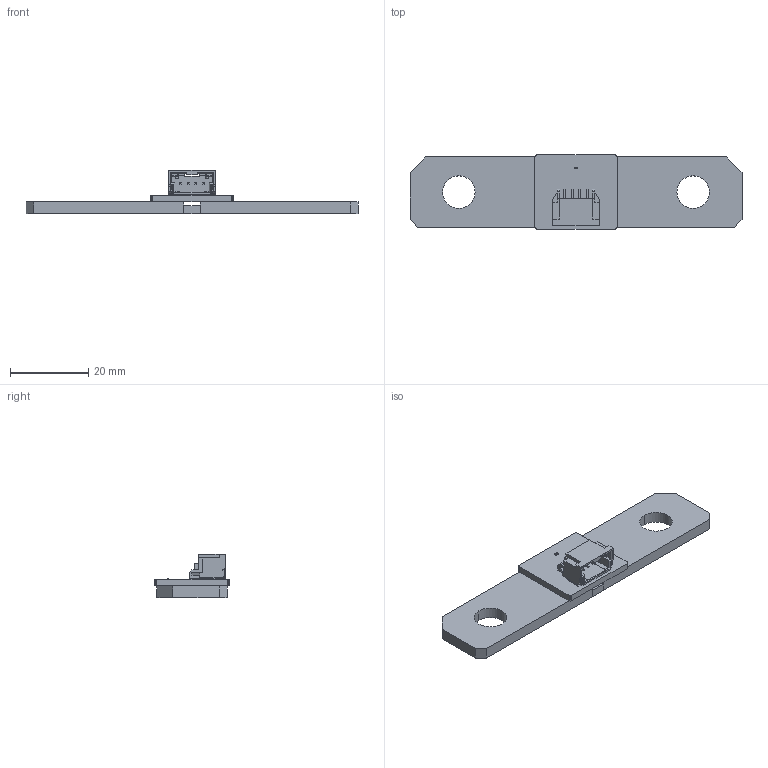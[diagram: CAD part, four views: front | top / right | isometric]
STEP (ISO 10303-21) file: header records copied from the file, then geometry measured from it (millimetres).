
FILE_DESCRIPTION(('Open CASCADE Model'),'2;1');
FILE_NAME('Open CASCADE Shape Model','2022-07-06T14:29:32',('Author'),( 'Open CASCADE'),'Open CASCADE STEP processor 6.2','Open CASCADE 6.2' ,'Unknown');
FILE_SCHEMA(('AUTOMOTIVE_DESIGN { 1 0 10303 214 1 1 1 1 }'));
Length unit declared in the file: millimetre
Products named in the file (8): PCB; Board; SR1; SHUNT8518[50u次]_D8.3_Ni; P1; 5023520400; NTC1; R0402
Assembly tree (7 placements, depth 3):
  PCB
    Board
    SR1
      SHUNT8518[50u次]_D8.3_Ni
    P1
      5023520400
    NTC1
      R0402
Bounding box: 85 x 19.02 x 11.03 mm (x, y, z)
Volume: 5070.4 mm3; surface area: 5383.5 mm2
Topology: 8 solids, 8 shells, 358 faces, 931 edges, 592 vertices
Faces by surface type: plane 315, cylinder 24, bspline 11, sphere 8
Entity records: 25811 total; most frequent: CARTESIAN_POINT 6607, DIRECTION 3321, LINE 2503, VECTOR 2503, ORIENTED_EDGE 1846, PCURVE 1846, DEFINITIONAL_REPRESENTATION 1846, EDGE_CURVE 923
